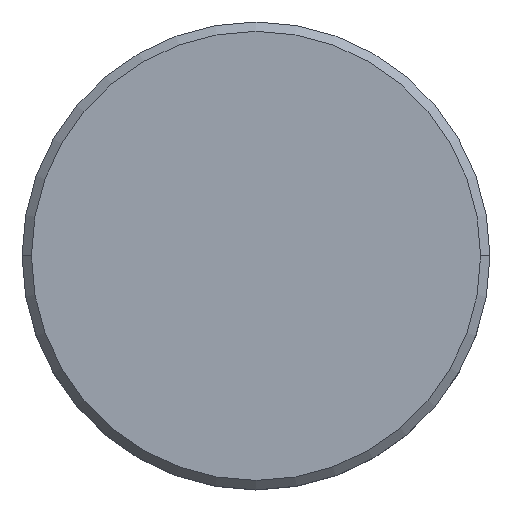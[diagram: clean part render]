
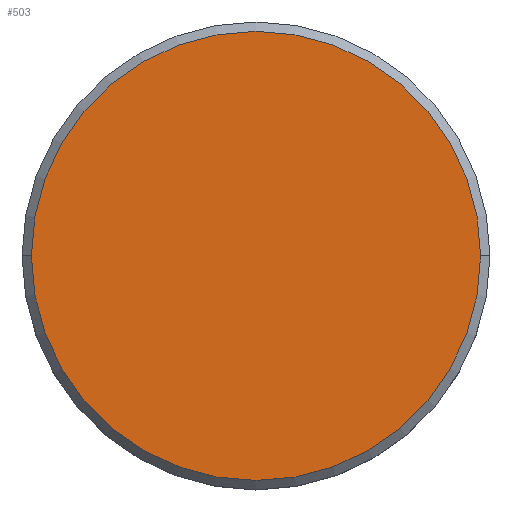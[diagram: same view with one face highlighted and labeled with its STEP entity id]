
A CAD part, top view. The second image highlights one B-rep face of the part: STEP entity #503.
In plain terms, the highlighted planar face has unit normal (0, 0, 1).
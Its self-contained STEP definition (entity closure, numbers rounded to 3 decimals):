
#11 = CARTESIAN_POINT ( 'NONE',  ( -12., 0., 0. ) ) ;
#25 = DIRECTION ( 'NONE',  ( 1., 0., 0. ) ) ;
#71 = CARTESIAN_POINT ( 'NONE',  ( 0., 0., 0. ) ) ;
#146 = EDGE_CURVE ( 'NONE', #327, #672, #509, .T. ) ;
#193 = CARTESIAN_POINT ( 'NONE',  ( 0., 0., 0. ) ) ;
#288 = DIRECTION ( 'NONE',  ( 0., 0., 1. ) ) ;
#327 = VERTEX_POINT ( 'NONE', #726 ) ;
#416 = DIRECTION ( 'NONE',  ( 1., 0., 0. ) ) ;
#503 = ADVANCED_FACE ( 'NONE', ( #526 ), #724, .T. ) ;
#509 = CIRCLE ( 'NONE', #1183, 12. ) ;
#526 = FACE_OUTER_BOUND ( 'NONE', #1157, .T. ) ;
#567 = AXIS2_PLACEMENT_3D ( 'NONE', #1000, #616, #890 ) ;
#569 = CIRCLE ( 'NONE', #740, 12. ) ;
#576 = ORIENTED_EDGE ( 'NONE', *, *, #146, .T. ) ;
#616 = DIRECTION ( 'NONE',  ( 0., 0., 1. ) ) ;
#672 = VERTEX_POINT ( 'NONE', #11 ) ;
#717 = DIRECTION ( 'NONE',  ( 0., 0., 1. ) ) ;
#724 = PLANE ( 'NONE',  #567 ) ;
#726 = CARTESIAN_POINT ( 'NONE',  ( 12., 0., 0. ) ) ;
#740 = AXIS2_PLACEMENT_3D ( 'NONE', #193, #288, #25 ) ;
#890 = DIRECTION ( 'NONE',  ( 1., 0., 0. ) ) ;
#980 = EDGE_CURVE ( 'NONE', #672, #327, #569, .T. ) ;
#1000 = CARTESIAN_POINT ( 'NONE',  ( 0., 0., 0. ) ) ;
#1046 = ORIENTED_EDGE ( 'NONE', *, *, #980, .T. ) ;
#1157 = EDGE_LOOP ( 'NONE', ( #1046, #576 ) ) ;
#1183 = AXIS2_PLACEMENT_3D ( 'NONE', #71, #717, #416 ) ;
